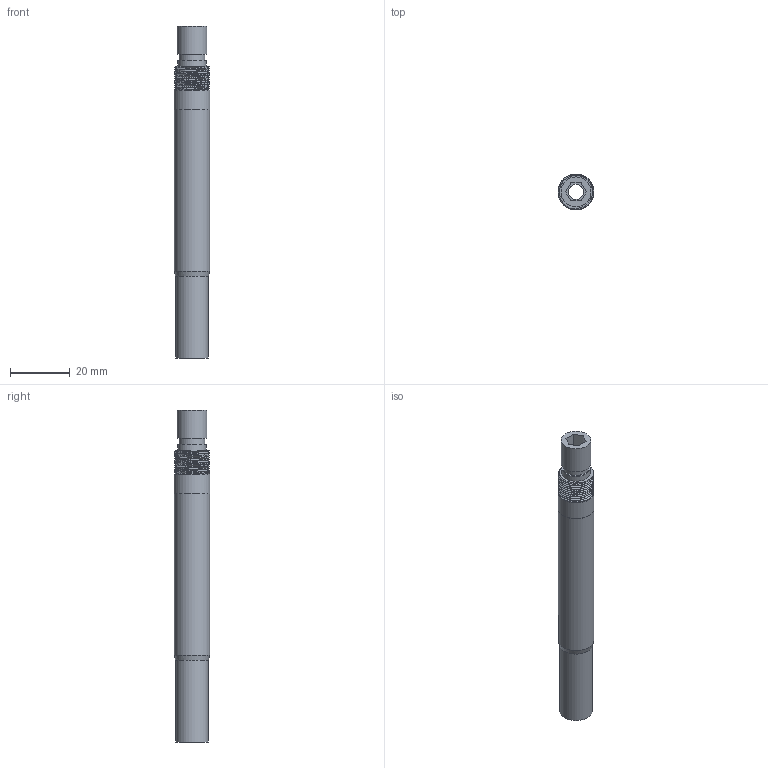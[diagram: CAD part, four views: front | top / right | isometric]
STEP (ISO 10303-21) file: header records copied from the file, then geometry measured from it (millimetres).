
FILE_DESCRIPTION(/* description */ (''),/* implementation_level */ '2;1');
FILE_NAME(/* name */ 'Axe femelle.step',/* time_stamp */ '2024-06-11T23:57:59+02:00',/* author */ (''),/* organization */ (''),/* preprocessor_version */ 'ST-DEVELOPER v20',/* originating_system */ 'Autodesk Translation Framework v13.14.0.145',/* authorisation */ '');
FILE_SCHEMA (('AUTOMOTIVE_DESIGN { 1 0 10303 214 3 1 1 }'));
Length unit declared in the file: millimetre
Products named in the file (1): Axe femelle
Bounding box: 12 x 12 x 111 mm (x, y, z)
Volume: 7144.3 mm3; surface area: 6910.6 mm2
Topology: 1 solids, 1 shells, 85 faces, 223 edges, 148 vertices
Faces by surface type: cylinder 62, plane 18, bspline 4, cone 1
Full cylindrical faces by diameter (mm): 5.1 x1, 7.2 x1, 7.283 x7, 8 x1, 8.12 x4, 8.5 x1, 9.5 x1, 10 x1, 11 x1, 11.044 x10, 11.85 x1, 11.908 x10, 12 x1
Entity records: 7127 total; most frequent: CARTESIAN_POINT 5190, ORIENTED_EDGE 446, DIRECTION 303, EDGE_CURVE 223, VERTEX_POINT 148, B_SPLINE_CURVE_WITH_KNOTS 115, AXIS2_PLACEMENT_3D 113, EDGE_LOOP 95
